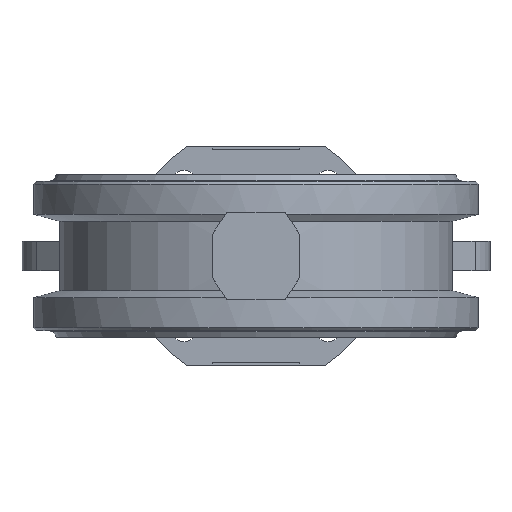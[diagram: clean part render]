
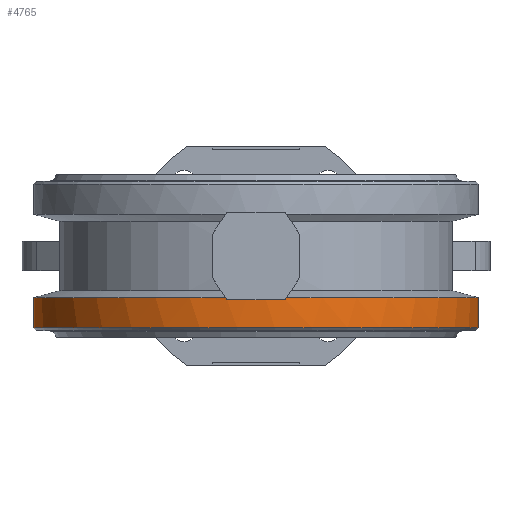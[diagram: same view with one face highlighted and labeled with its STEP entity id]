
A CAD part, front view. The second image highlights one B-rep face of the part: STEP entity #4765.
In plain terms, the highlighted cylindrical face has radius 76.5 mm (diameter 153 mm), a partial arc.
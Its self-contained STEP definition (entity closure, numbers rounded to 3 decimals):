
#535 = CIRCLE ( 'NONE', #30884, 76.5 ) ;
#750 = ORIENTED_EDGE ( 'NONE', *, *, #19727, .F. ) ;
#1141 = AXIS2_PLACEMENT_3D ( 'NONE', #28436, #11682, #31234 ) ;
#1675 = EDGE_CURVE ( 'NONE', #5351, #27060, #23193, .T. ) ;
#1696 = AXIS2_PLACEMENT_3D ( 'NONE', #34708, #20855, #32110 ) ;
#2055 = AXIS2_PLACEMENT_3D ( 'NONE', #5864, #25345, #8674 ) ;
#2454 = CIRCLE ( 'NONE', #2055, 76.5 ) ;
#2575 = CARTESIAN_POINT ( 'NONE',  ( 65.034, 40.285, -14.348 ) ) ;
#2586 = EDGE_LOOP ( 'NONE', ( #7234, #24880, #28663, #30687, #21941, #28371, #7503, #34695, #8436, #30223, #750, #30114 ) ) ;
#2906 = CARTESIAN_POINT ( 'NONE',  ( 0., 0., -14.348 ) ) ;
#2920 = CARTESIAN_POINT ( 'NONE',  ( -10., -75.844, -15. ) ) ;
#3098 = EDGE_CURVE ( 'NONE', #6389, #23587, #12141, .T. ) ;
#3923 =( BOUNDED_CURVE ( )  B_SPLINE_CURVE ( 3, ( #27985, #5641, #30809, #14046 ),
 .UNSPECIFIED., .F., .T. ) 
 B_SPLINE_CURVE_WITH_KNOTS ( ( 4, 4 ),
 ( 4.843, 4.849 ),
 .UNSPECIFIED. ) 
 CURVE ( )  GEOMETRIC_REPRESENTATION_ITEM ( )  RATIONAL_B_SPLINE_CURVE ( ( 1., 1., 1., 1. ) ) 
 REPRESENTATION_ITEM ( '' )  );
#4095 = LINE ( 'NONE', #4868, #32910 ) ;
#4132 = CYLINDRICAL_SURFACE ( 'NONE', #1696, 76.5 ) ;
#4765 = ADVANCED_FACE ( 'NONE', ( #21600 ), #4132, .T. ) ;
#4868 = CARTESIAN_POINT ( 'NONE',  ( -65.034, 40.285, 500000. ) ) ;
#5351 = VERTEX_POINT ( 'NONE', #5572 ) ;
#5430 = AXIS2_PLACEMENT_3D ( 'NONE', #23512, #6838, #26326 ) ;
#5572 = CARTESIAN_POINT ( 'NONE',  ( -57.51, 50.446, -5. ) ) ;
#5641 = CARTESIAN_POINT ( 'NONE',  ( 10.145, -75.824, -14.783 ) ) ;
#5699 = LINE ( 'NONE', #35279, #33647 ) ;
#5754 = DIRECTION ( 'NONE',  ( 1., 0., 0. ) ) ;
#5839 = AXIS2_PLACEMENT_3D ( 'NONE', #2906, #22458, #5754 ) ;
#5864 = CARTESIAN_POINT ( 'NONE',  ( 0., 0., -5. ) ) ;
#6389 = VERTEX_POINT ( 'NONE', #33920 ) ;
#6533 = VECTOR ( 'NONE', #25824, 1000. ) ;
#6838 = DIRECTION ( 'NONE',  ( 0., 0., 1. ) ) ;
#7005 = CARTESIAN_POINT ( 'NONE',  ( 10.435, -75.785, -14.348 ) ) ;
#7234 = ORIENTED_EDGE ( 'NONE', *, *, #26418, .T. ) ;
#7503 = ORIENTED_EDGE ( 'NONE', *, *, #36196, .F. ) ;
#7522 = CARTESIAN_POINT ( 'NONE',  ( 65.034, 40.285, 500000. ) ) ;
#8044 = CIRCLE ( 'NONE', #35754, 76.5 ) ;
#8436 = ORIENTED_EDGE ( 'NONE', *, *, #15938, .F. ) ;
#8591 = VERTEX_POINT ( 'NONE', #24753 ) ;
#8674 = DIRECTION ( 'NONE',  ( 1., 0., 0. ) ) ;
#9154 = CARTESIAN_POINT ( 'NONE',  ( -57.51, 50.446, -19. ) ) ;
#9186 = CARTESIAN_POINT ( 'NONE',  ( 0., 0., -14.348 ) ) ;
#9318 = EDGE_CURVE ( 'NONE', #23230, #36117, #535, .T. ) ;
#9528 = VERTEX_POINT ( 'NONE', #18981 ) ;
#9732 = VERTEX_POINT ( 'NONE', #28679 ) ;
#10682 = DIRECTION ( 'NONE',  ( 0., 0., 1. ) ) ;
#11682 = DIRECTION ( 'NONE',  ( 0., 0., 1. ) ) ;
#11969 = DIRECTION ( 'NONE',  ( 1., 0., 0. ) ) ;
#12141 = CIRCLE ( 'NONE', #5430, 76.5 ) ;
#12278 = VERTEX_POINT ( 'NONE', #24373 ) ;
#14046 = CARTESIAN_POINT ( 'NONE',  ( 10.435, -75.785, -14.348 ) ) ;
#14274 = EDGE_CURVE ( 'NONE', #9528, #30240, #2454, .T. ) ;
#15680 = CARTESIAN_POINT ( 'NONE',  ( -65.034, 40.285, -5. ) ) ;
#15740 = CARTESIAN_POINT ( 'NONE',  ( -10.29, -75.805, -14.565 ) ) ;
#15938 = EDGE_CURVE ( 'NONE', #12278, #23077, #26537, .T. ) ;
#15979 = CARTESIAN_POINT ( 'NONE',  ( -10., -75.844, -15. ) ) ;
#18981 = CARTESIAN_POINT ( 'NONE',  ( 57.51, 50.446, -5. ) ) ;
#19409 = EDGE_CURVE ( 'NONE', #9732, #12278, #27675, .T. ) ;
#19727 = EDGE_CURVE ( 'NONE', #27060, #9732, #4095, .T. ) ;
#20322 = LINE ( 'NONE', #7522, #35235 ) ;
#20609 = CARTESIAN_POINT ( 'NONE',  ( 57.51, 50.446, -24.7 ) ) ;
#20855 = DIRECTION ( 'NONE',  ( 0., 0., 1. ) ) ;
#21587 = DIRECTION ( 'NONE',  ( 0., 0., -1. ) ) ;
#21600 = FACE_OUTER_BOUND ( 'NONE', #2586, .T. ) ;
#21941 = ORIENTED_EDGE ( 'NONE', *, *, #32217, .T. ) ;
#22458 = DIRECTION ( 'NONE',  ( 0., 0., 1. ) ) ;
#23077 = VERTEX_POINT ( 'NONE', #2920 ) ;
#23193 = CIRCLE ( 'NONE', #1141, 76.5 ) ;
#23230 = VERTEX_POINT ( 'NONE', #7005 ) ;
#23512 = CARTESIAN_POINT ( 'NONE',  ( 0., 0., -24.7 ) ) ;
#23587 = VERTEX_POINT ( 'NONE', #20609 ) ;
#24373 = CARTESIAN_POINT ( 'NONE',  ( -10.435, -75.785, -14.348 ) ) ;
#24403 = EDGE_CURVE ( 'NONE', #23077, #8591, #8044, .T. ) ;
#24753 = CARTESIAN_POINT ( 'NONE',  ( 10., -75.844, -15. ) ) ;
#24880 = ORIENTED_EDGE ( 'NONE', *, *, #3098, .T. ) ;
#25345 = DIRECTION ( 'NONE',  ( 0., 0., -1. ) ) ;
#25824 = DIRECTION ( 'NONE',  ( 0., 0., -1. ) ) ;
#26326 = DIRECTION ( 'NONE',  ( -1., 0., 0. ) ) ;
#26418 = EDGE_CURVE ( 'NONE', #5351, #6389, #35349, .T. ) ;
#26537 =( BOUNDED_CURVE ( )  B_SPLINE_CURVE ( 3, ( #29910, #15740, #32685, #15979 ),
 .UNSPECIFIED., .F., .T. ) 
 B_SPLINE_CURVE_WITH_KNOTS ( ( 4, 4 ),
 ( 1.434, 1.44 ),
 .UNSPECIFIED. ) 
 CURVE ( )  GEOMETRIC_REPRESENTATION_ITEM ( )  RATIONAL_B_SPLINE_CURVE ( ( 1., 1., 1., 1. ) ) 
 REPRESENTATION_ITEM ( '' )  );
#26965 = DIRECTION ( 'NONE',  ( 0., 0., 1. ) ) ;
#27060 = VERTEX_POINT ( 'NONE', #15680 ) ;
#27411 = CARTESIAN_POINT ( 'NONE',  ( 0., 0., -15. ) ) ;
#27675 = CIRCLE ( 'NONE', #5839, 76.5 ) ;
#27985 = CARTESIAN_POINT ( 'NONE',  ( 10., -75.844, -15. ) ) ;
#28371 = ORIENTED_EDGE ( 'NONE', *, *, #9318, .F. ) ;
#28436 = CARTESIAN_POINT ( 'NONE',  ( 0., 0., -5. ) ) ;
#28663 = ORIENTED_EDGE ( 'NONE', *, *, #34094, .T. ) ;
#28679 = CARTESIAN_POINT ( 'NONE',  ( -65.034, 40.285, -14.348 ) ) ;
#28719 = DIRECTION ( 'NONE',  ( 0., 0., 1. ) ) ;
#29772 = CARTESIAN_POINT ( 'NONE',  ( 65.034, 40.285, -5. ) ) ;
#29860 = DIRECTION ( 'NONE',  ( 0., 0., -1. ) ) ;
#29910 = CARTESIAN_POINT ( 'NONE',  ( -10.435, -75.785, -14.348 ) ) ;
#30114 = ORIENTED_EDGE ( 'NONE', *, *, #1675, .F. ) ;
#30219 = DIRECTION ( 'NONE',  ( 1., 0., 0. ) ) ;
#30223 = ORIENTED_EDGE ( 'NONE', *, *, #19409, .F. ) ;
#30240 = VERTEX_POINT ( 'NONE', #29772 ) ;
#30687 = ORIENTED_EDGE ( 'NONE', *, *, #14274, .T. ) ;
#30809 = CARTESIAN_POINT ( 'NONE',  ( 10.29, -75.805, -14.565 ) ) ;
#30884 = AXIS2_PLACEMENT_3D ( 'NONE', #9186, #28719, #11969 ) ;
#31234 = DIRECTION ( 'NONE',  ( -1., 0., 0. ) ) ;
#32110 = DIRECTION ( 'NONE',  ( 1., 0., 0. ) ) ;
#32217 = EDGE_CURVE ( 'NONE', #30240, #36117, #20322, .T. ) ;
#32685 = CARTESIAN_POINT ( 'NONE',  ( -10.145, -75.824, -14.783 ) ) ;
#32910 = VECTOR ( 'NONE', #21587, 1000. ) ;
#33647 = VECTOR ( 'NONE', #26965, 1000. ) ;
#33920 = CARTESIAN_POINT ( 'NONE',  ( -57.51, 50.446, -24.7 ) ) ;
#34094 = EDGE_CURVE ( 'NONE', #23587, #9528, #5699, .T. ) ;
#34695 = ORIENTED_EDGE ( 'NONE', *, *, #24403, .F. ) ;
#34708 = CARTESIAN_POINT ( 'NONE',  ( 0., 0., 55.8 ) ) ;
#35235 = VECTOR ( 'NONE', #29860, 1000. ) ;
#35279 = CARTESIAN_POINT ( 'NONE',  ( 57.51, 50.446, -19. ) ) ;
#35349 = LINE ( 'NONE', #9154, #6533 ) ;
#35754 = AXIS2_PLACEMENT_3D ( 'NONE', #27411, #10682, #30219 ) ;
#36117 = VERTEX_POINT ( 'NONE', #2575 ) ;
#36196 = EDGE_CURVE ( 'NONE', #8591, #23230, #3923, .T. ) ;
